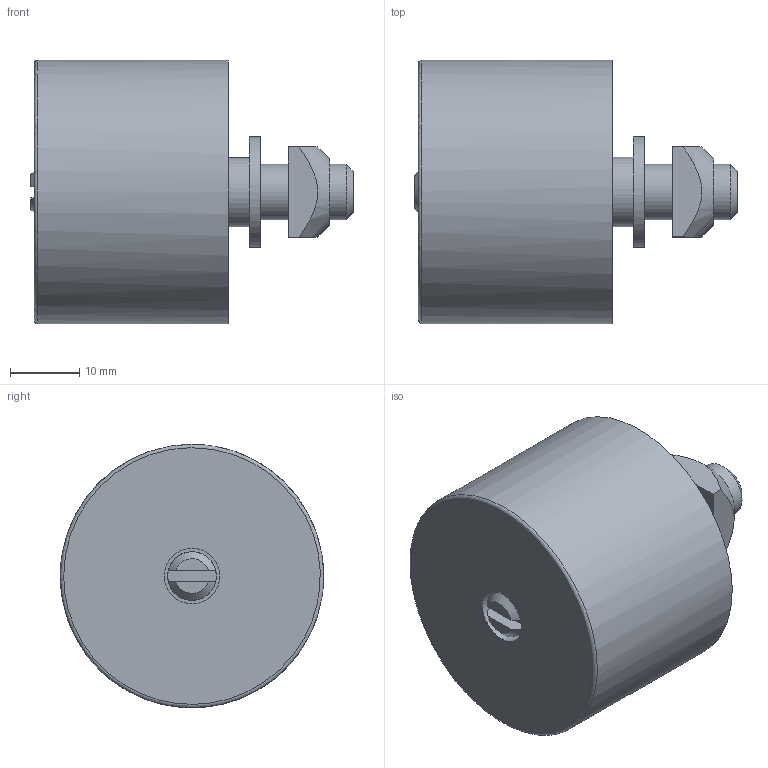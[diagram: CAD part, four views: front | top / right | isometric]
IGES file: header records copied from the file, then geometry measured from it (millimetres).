
Global section: file name: 700114; native system: Autodesk Inventor 2021; preprocessor: unknown; author: Mrówczyńska,,; organization: 11; date: 20221010.085752; units: millimetre
Bounding box: 46.5 x 38 x 37.99 mm (x, y, z)
Volume: 30639.9 mm3; surface area: 16198.4 mm2
Topology: 6 solids, 6 shells, 68 faces, 211 edges, 151 vertices
Faces by surface type: bspline 68
